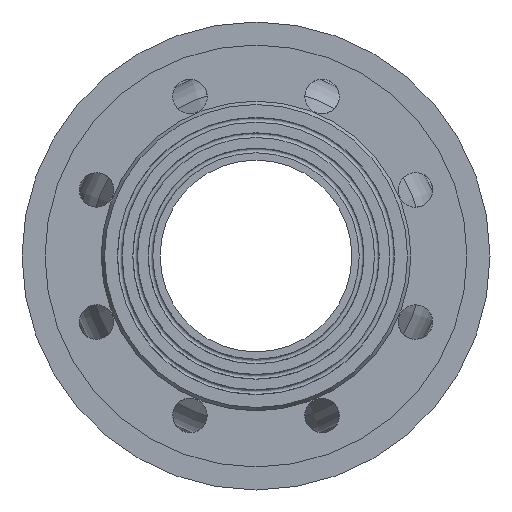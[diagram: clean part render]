
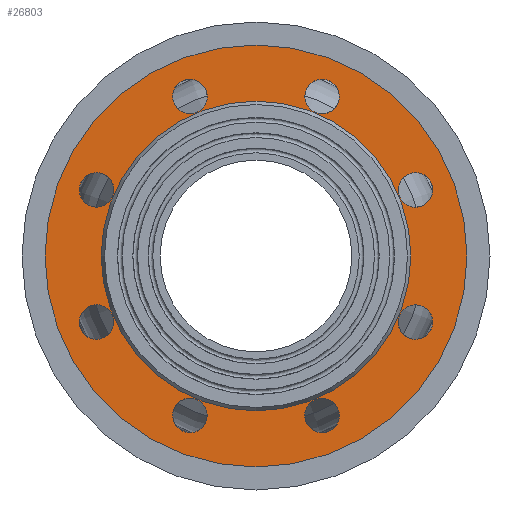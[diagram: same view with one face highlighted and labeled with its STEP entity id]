
A CAD part, front view. The second image highlights one B-rep face of the part: STEP entity #26803.
In plain terms, the highlighted planar face has unit normal (0, -1, 0).
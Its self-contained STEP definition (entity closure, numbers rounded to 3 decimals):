
#661=CARTESIAN_POINT('',(110.0,3.,0.));
#662=VERTEX_POINT('',#661);
#663=CARTESIAN_POINT('',(0.0,3.,0.0));
#664=DIRECTION('',(0.0,1.0,0.0));
#665=DIRECTION('',(-1.0,0.0,0.0));
#666=AXIS2_PLACEMENT_3D('',#663,#664,#665);
#667=CIRCLE('',#666,110.0);
#668=EDGE_CURVE('',#662,#662,#667,.T.);
#700=CARTESIAN_POINT('',(80.732,3.,0.));
#701=VERTEX_POINT('',#700);
#702=CARTESIAN_POINT('',(0.0,3.,0.0));
#703=DIRECTION('',(0.0,1.0,0.0));
#704=DIRECTION('',(-1.0,0.0,0.0));
#705=AXIS2_PLACEMENT_3D('',#702,#703,#704);
#706=CIRCLE('',#705,80.732);
#707=EDGE_CURVE('',#701,#701,#706,.T.);
#1560=CARTESIAN_POINT('',(43.442,3.,-83.149));
#1561=VERTEX_POINT('',#1560);
#1562=CARTESIAN_POINT('',(34.442,3.,-83.149));
#1563=DIRECTION('',(0.0,1.0,0.0));
#1564=DIRECTION('',(-1.0,0.0,0.0));
#1565=AXIS2_PLACEMENT_3D('',#1562,#1563,#1564);
#1566=CIRCLE('',#1565,9.0);
#1567=EDGE_CURVE('',#1561,#1561,#1566,.T.);
#1903=CARTESIAN_POINT('',(-28.078,3.,-89.513));
#1904=VERTEX_POINT('',#1903);
#1905=CARTESIAN_POINT('',(-34.442,3.,-83.149));
#1906=DIRECTION('',(0.0,1.,0.0));
#1907=DIRECTION('',(-0.707,0.0,0.707));
#1908=AXIS2_PLACEMENT_3D('',#1905,#1906,#1907);
#1909=CIRCLE('',#1908,9.);
#1910=EDGE_CURVE('',#1904,#1904,#1909,.T.);
#1930=CARTESIAN_POINT('',(-83.149,3.,-43.442));
#1931=VERTEX_POINT('',#1930);
#1932=CARTESIAN_POINT('',(-83.149,3.,-34.442));
#1933=DIRECTION('',(0.0,1.0,0.0));
#1934=DIRECTION('',(0.0,0.0,1.0));
#1935=AXIS2_PLACEMENT_3D('',#1932,#1933,#1934);
#1936=CIRCLE('',#1935,9.0);
#1937=EDGE_CURVE('',#1931,#1931,#1936,.T.);
#1957=CARTESIAN_POINT('',(-89.513,3.,28.078));
#1958=VERTEX_POINT('',#1957);
#1959=CARTESIAN_POINT('',(-83.149,3.,34.442));
#1960=DIRECTION('',(0.0,1.,0.0));
#1961=DIRECTION('',(0.707,0.0,0.707));
#1962=AXIS2_PLACEMENT_3D('',#1959,#1960,#1961);
#1963=CIRCLE('',#1962,9.);
#1964=EDGE_CURVE('',#1958,#1958,#1963,.T.);
#1984=CARTESIAN_POINT('',(-43.442,3.,83.149));
#1985=VERTEX_POINT('',#1984);
#1986=CARTESIAN_POINT('',(-34.442,3.,83.149));
#1987=DIRECTION('',(0.0,1.0,0.0));
#1988=DIRECTION('',(1.0,0.0,0.0));
#1989=AXIS2_PLACEMENT_3D('',#1986,#1987,#1988);
#1990=CIRCLE('',#1989,9.0);
#1991=EDGE_CURVE('',#1985,#1985,#1990,.T.);
#2011=CARTESIAN_POINT('',(28.078,3.,89.513));
#2012=VERTEX_POINT('',#2011);
#2013=CARTESIAN_POINT('',(34.442,3.,83.149));
#2014=DIRECTION('',(0.0,1.,0.0));
#2015=DIRECTION('',(0.707,0.0,-0.707));
#2016=AXIS2_PLACEMENT_3D('',#2013,#2014,#2015);
#2017=CIRCLE('',#2016,9.);
#2018=EDGE_CURVE('',#2012,#2012,#2017,.T.);
#2038=CARTESIAN_POINT('',(83.149,3.,43.442));
#2039=VERTEX_POINT('',#2038);
#2040=CARTESIAN_POINT('',(83.149,3.,34.442));
#2041=DIRECTION('',(0.0,1.0,0.0));
#2042=DIRECTION('',(0.0,0.0,-1.0));
#2043=AXIS2_PLACEMENT_3D('',#2040,#2041,#2042);
#2044=CIRCLE('',#2043,9.0);
#2045=EDGE_CURVE('',#2039,#2039,#2044,.T.);
#2065=CARTESIAN_POINT('',(89.513,3.,-28.078));
#2066=VERTEX_POINT('',#2065);
#2067=CARTESIAN_POINT('',(83.149,3.,-34.442));
#2068=DIRECTION('',(0.0,1.,0.0));
#2069=DIRECTION('',(-0.707,0.0,-0.707));
#2070=AXIS2_PLACEMENT_3D('',#2067,#2068,#2069);
#2071=CIRCLE('',#2070,9.);
#2072=EDGE_CURVE('',#2066,#2066,#2071,.T.);
#26768=CARTESIAN_POINT('',(-95.366,3.,0.0));
#26769=DIRECTION('',(0.0,-1.0,0.0));
#26770=DIRECTION('',(0.0,0.0,-1.0));
#26771=AXIS2_PLACEMENT_3D('',#26768,#26769,#26770);
#26772=PLANE('',#26771);
#26773=ORIENTED_EDGE('',*,*,#668,.F.);
#26774=EDGE_LOOP('',(#26773));
#26775=FACE_OUTER_BOUND('',#26774,.T.);
#26776=ORIENTED_EDGE('',*,*,#2072,.T.);
#26777=EDGE_LOOP('',(#26776));
#26778=FACE_BOUND('',#26777,.T.);
#26779=ORIENTED_EDGE('',*,*,#2045,.T.);
#26780=EDGE_LOOP('',(#26779));
#26781=FACE_BOUND('',#26780,.T.);
#26782=ORIENTED_EDGE('',*,*,#2018,.T.);
#26783=EDGE_LOOP('',(#26782));
#26784=FACE_BOUND('',#26783,.T.);
#26785=ORIENTED_EDGE('',*,*,#1991,.T.);
#26786=EDGE_LOOP('',(#26785));
#26787=FACE_BOUND('',#26786,.T.);
#26788=ORIENTED_EDGE('',*,*,#1964,.T.);
#26789=EDGE_LOOP('',(#26788));
#26790=FACE_BOUND('',#26789,.T.);
#26791=ORIENTED_EDGE('',*,*,#1937,.T.);
#26792=EDGE_LOOP('',(#26791));
#26793=FACE_BOUND('',#26792,.T.);
#26794=ORIENTED_EDGE('',*,*,#1910,.T.);
#26795=EDGE_LOOP('',(#26794));
#26796=FACE_BOUND('',#26795,.T.);
#26797=ORIENTED_EDGE('',*,*,#1567,.T.);
#26798=EDGE_LOOP('',(#26797));
#26799=FACE_BOUND('',#26798,.T.);
#26800=ORIENTED_EDGE('',*,*,#707,.T.);
#26801=EDGE_LOOP('',(#26800));
#26802=FACE_BOUND('',#26801,.T.);
#26803=ADVANCED_FACE('',(#26775,#26778,#26781,#26784,#26787,#26790,#26793,#26796,#26799,#26802),#26772,.T.);
